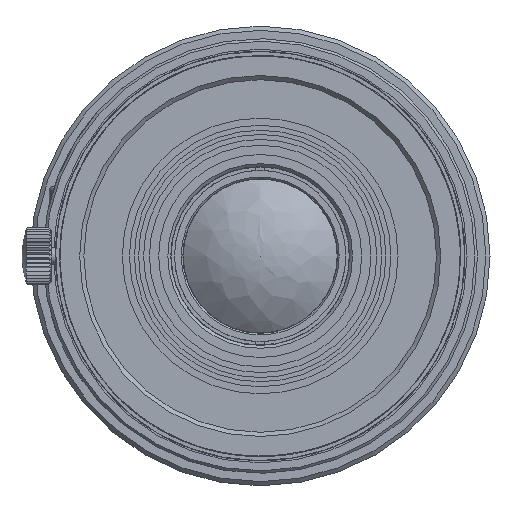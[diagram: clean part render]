
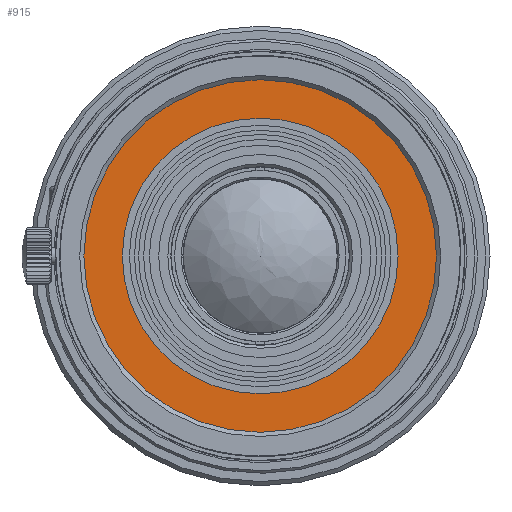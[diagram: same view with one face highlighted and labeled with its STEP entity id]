
A CAD part, left-side view. The second image highlights one B-rep face of the part: STEP entity #915.
In plain terms, the highlighted planar face has unit normal (-1, 0, 0).
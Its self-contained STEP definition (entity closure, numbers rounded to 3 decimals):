
#202=PLANE('',#10667);
#915=ADVANCED_FACE('',(#2740,#2741),#202,.F.);
#1531=CIRCLE('',#10664,16.5);
#1532=CIRCLE('',#10666,21.6);
#2740=FACE_BOUND('',#3253,.T.);
#2741=FACE_BOUND('',#3254,.T.);
#3253=EDGE_LOOP('',(#5189));
#3254=EDGE_LOOP('',(#5190));
#5189=ORIENTED_EDGE('',*,*,#8819,.F.);
#5190=ORIENTED_EDGE('',*,*,#8820,.T.);
#7487=VERTEX_POINT('',#18154);
#7488=VERTEX_POINT('',#18157);
#8819=EDGE_CURVE('',#7487,#7487,#1531,.T.);
#8820=EDGE_CURVE('',#7488,#7488,#1532,.T.);
#10664=AXIS2_PLACEMENT_3D('',#18153,#11803,#11804);
#10666=AXIS2_PLACEMENT_3D('',#18156,#11807,#11808);
#10667=AXIS2_PLACEMENT_3D('',#18158,#11809,#11810);
#11803=DIRECTION('',(-1.,0.,0.));
#11804=DIRECTION('',(0.,0.,1.));
#11807=DIRECTION('',(-1.,0.,0.));
#11808=DIRECTION('',(0.,0.,1.));
#11809=DIRECTION('',(1.,0.,0.));
#11810=DIRECTION('',(0.,0.,-1.));
#18153=CARTESIAN_POINT('',(-76.884,0.,0.));
#18154=CARTESIAN_POINT('',(-76.884,0.,16.5));
#18156=CARTESIAN_POINT('',(-76.884,0.,0.));
#18157=CARTESIAN_POINT('',(-76.884,0.,21.6));
#18158=CARTESIAN_POINT('',(-76.884,0.,21.6));
